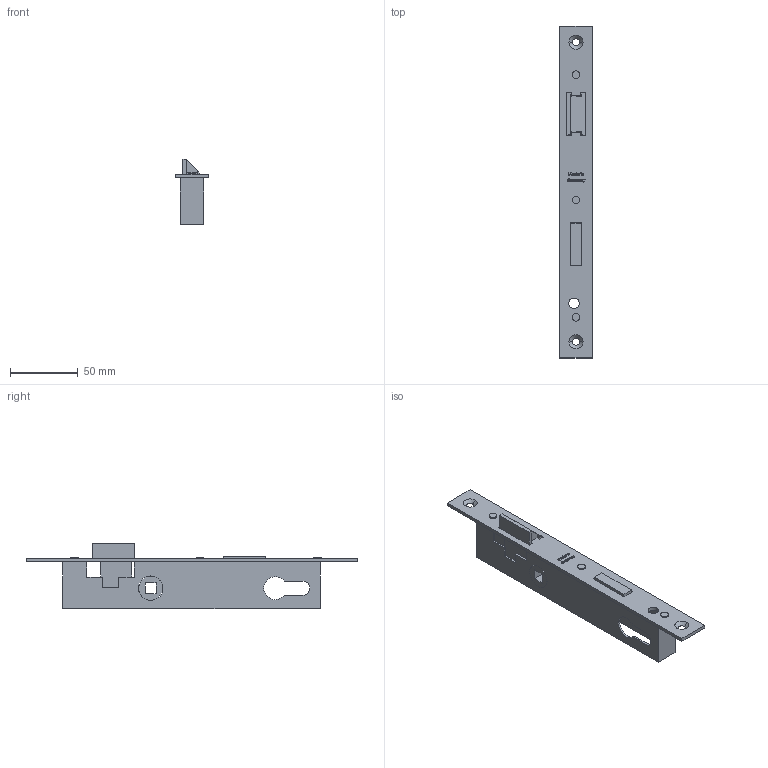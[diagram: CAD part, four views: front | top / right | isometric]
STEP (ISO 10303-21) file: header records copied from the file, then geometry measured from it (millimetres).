
FILE_DESCRIPTION (( 'STEP AP203' ), '1' );
FILE_NAME ('40103.step', '2019-06-04T11:53:55', ( '' ), ( '' ), 'SwSTEP 2.0', 'SolidWorks 2015', '' );
FILE_SCHEMA (( 'CONFIG_CONTROL_DESIGN' ));
Length unit declared in the file: millimetre
Products named in the file (1): 40103
Bounding box: 24 x 245 x 48 mm (x, y, z)
Volume: 49844.3 mm3; surface area: 44036.1 mm2
Topology: 4 solids, 4 shells, 472 faces, 1269 edges, 844 vertices
Faces by surface type: plane 279, bspline 165, cylinder 24, cone 4
Entity records: 23202 total; most frequent: CARTESIAN_POINT 12327, ORIENTED_EDGE 2538, DIRECTION 1607, EDGE_CURVE 1269, LINE 887, VECTOR 887, VERTEX_POINT 844, EDGE_LOOP 535
